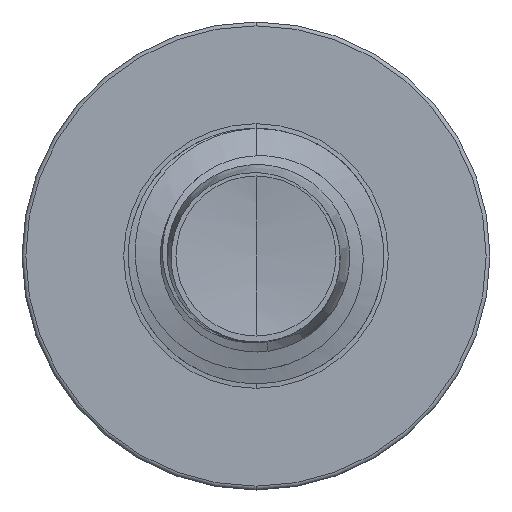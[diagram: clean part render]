
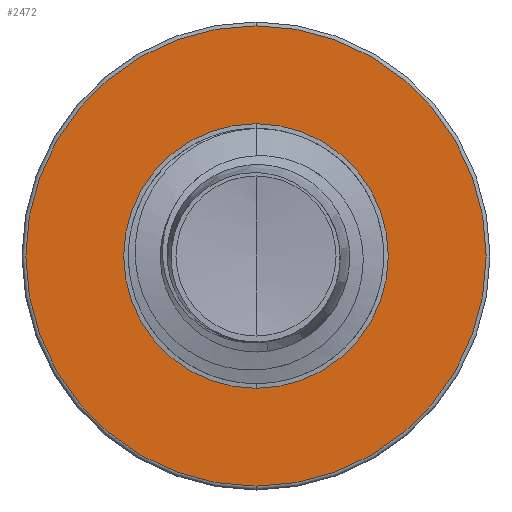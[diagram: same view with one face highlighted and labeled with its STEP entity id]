
A CAD part, front view. The second image highlights one B-rep face of the part: STEP entity #2472.
In plain terms, the highlighted planar face has unit normal (0, -1, 0).
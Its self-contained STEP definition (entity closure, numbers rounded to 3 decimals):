
#519 = CARTESIAN_POINT ( 'NONE',  ( 0., 2., 1.623 ) ) ;
#548 = EDGE_CURVE ( 'NONE', #3790, #9703, #4899, .T. ) ;
#971 = EDGE_CURVE ( 'NONE', #9233, #8549, #6958, .T. ) ;
#990 = EDGE_CURVE ( 'NONE', #9703, #3790, #5831, .T. ) ;
#1057 = ORIENTED_EDGE ( 'NONE', *, *, #1897, .T. ) ;
#1388 = CIRCLE ( 'NONE', #6368, 0.933 ) ;
#1810 = CARTESIAN_POINT ( 'NONE',  ( 0., 2., -0.933 ) ) ;
#1897 = EDGE_CURVE ( 'NONE', #8549, #9233, #1388, .T. ) ;
#1981 = CARTESIAN_POINT ( 'NONE',  ( 0., 2., -0.933 ) ) ;
#2006 = EDGE_LOOP ( 'NONE', ( #2150, #8051 ) ) ;
#2150 = ORIENTED_EDGE ( 'NONE', *, *, #548, .F. ) ;
#2472 = ADVANCED_FACE ( 'NONE', ( #5930, #2865 ), #8829, .F. ) ;
#2575 = CARTESIAN_POINT ( 'NONE',  ( 0., 2., 0. ) ) ;
#2587 = DIRECTION ( 'NONE',  ( 0., 0., 1. ) ) ;
#2603 = DIRECTION ( 'NONE',  ( 0., 1., 0. ) ) ;
#2749 = DIRECTION ( 'NONE',  ( 0., 1., 0. ) ) ;
#2796 = DIRECTION ( 'NONE',  ( 0., 0., 1. ) ) ;
#2865 = FACE_BOUND ( 'NONE', #4466, .T. ) ;
#2960 = CARTESIAN_POINT ( 'NONE',  ( 0., 2., 0. ) ) ;
#3490 = ORIENTED_EDGE ( 'NONE', *, *, #971, .T. ) ;
#3790 = VERTEX_POINT ( 'NONE', #519 ) ;
#3906 = AXIS2_PLACEMENT_3D ( 'NONE', #2960, #2749, #2796 ) ;
#3947 = DIRECTION ( 'NONE',  ( 0., 0., 1. ) ) ;
#3956 = DIRECTION ( 'NONE',  ( 0., 1., 0. ) ) ;
#4466 = EDGE_LOOP ( 'NONE', ( #3490, #1057 ) ) ;
#4651 = CARTESIAN_POINT ( 'NONE',  ( 0., 2., 0. ) ) ;
#4899 = CIRCLE ( 'NONE', #5272, 1.623 ) ;
#5081 = AXIS2_PLACEMENT_3D ( 'NONE', #2575, #2603, #2587 ) ;
#5272 = AXIS2_PLACEMENT_3D ( 'NONE', #4651, #3956, #3947 ) ;
#5831 = CIRCLE ( 'NONE', #5081, 1.623 ) ;
#5886 = DIRECTION ( 'NONE',  ( 0., 0., 1. ) ) ;
#5930 = FACE_OUTER_BOUND ( 'NONE', #2006, .T. ) ;
#6223 = DIRECTION ( 'NONE',  ( 0., 0., 1. ) ) ;
#6234 = DIRECTION ( 'NONE',  ( 0., 1., 0. ) ) ;
#6239 = CARTESIAN_POINT ( 'NONE',  ( 0., 2., 0. ) ) ;
#6368 = AXIS2_PLACEMENT_3D ( 'NONE', #6239, #6234, #6223 ) ;
#6958 = CIRCLE ( 'NONE', #3906, 0.933 ) ;
#7403 = CARTESIAN_POINT ( 'NONE',  ( 0., 2., 0.933 ) ) ;
#8051 = ORIENTED_EDGE ( 'NONE', *, *, #990, .F. ) ;
#8376 = CARTESIAN_POINT ( 'NONE',  ( 0., 2., -1.623 ) ) ;
#8549 = VERTEX_POINT ( 'NONE', #1810 ) ;
#8637 = DIRECTION ( 'NONE',  ( 0., 1., 0. ) ) ;
#8829 = PLANE ( 'NONE',  #9170 ) ;
#9170 = AXIS2_PLACEMENT_3D ( 'NONE', #1981, #8637, #5886 ) ;
#9233 = VERTEX_POINT ( 'NONE', #7403 ) ;
#9703 = VERTEX_POINT ( 'NONE', #8376 ) ;
